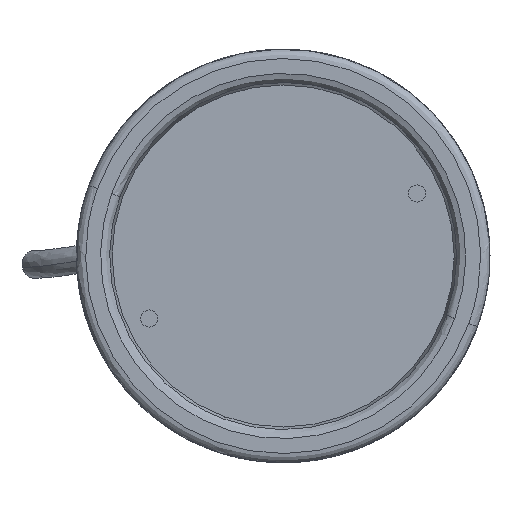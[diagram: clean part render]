
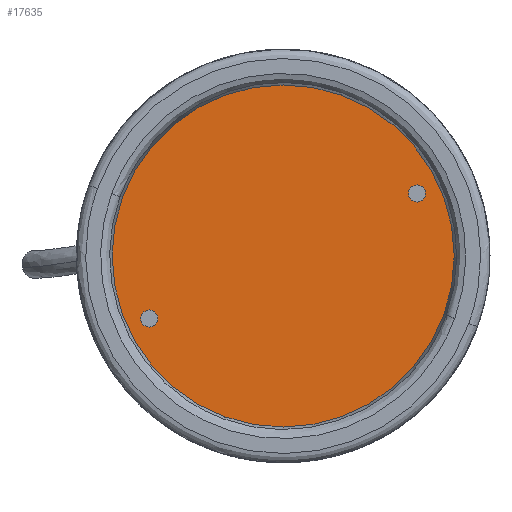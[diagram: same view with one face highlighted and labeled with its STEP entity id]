
A CAD part, front view. The second image highlights one B-rep face of the part: STEP entity #17635.
In plain terms, the highlighted planar face has unit normal (0, -1, 0).
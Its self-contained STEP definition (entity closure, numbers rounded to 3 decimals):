
#1125 = CIRCLE ( 'NONE', #46578, 55. ) ;
#1314 = DIRECTION ( 'NONE',  ( 0., 0., 1. ) ) ;
#1932 = VERTEX_POINT ( 'NONE', #52755 ) ;
#4484 = DIRECTION ( 'NONE',  ( 0., -1., 0. ) ) ;
#5627 = DIRECTION ( 'NONE',  ( 1., 0., 0. ) ) ;
#7236 = VERTEX_POINT ( 'NONE', #55877 ) ;
#8043 = DIRECTION ( 'NONE',  ( 0., 1., 0. ) ) ;
#11197 = AXIS2_PLACEMENT_3D ( 'NONE', #69356, #39302, #57474 ) ;
#11256 = CIRCLE ( 'NONE', #31484, 2.75 ) ;
#12405 = ORIENTED_EDGE ( 'NONE', *, *, #47324, .T. ) ;
#13592 = FACE_BOUND ( 'NONE', #69813, .T. ) ;
#15663 = DIRECTION ( 'NONE',  ( 0., -1., 0. ) ) ;
#16054 = DIRECTION ( 'NONE',  ( 0., 0., -1. ) ) ;
#17515 = CIRCLE ( 'NONE', #11197, 2.75 ) ;
#17635 = ADVANCED_FACE ( 'NONE', ( #30628, #13592, #37722 ), #61049, .F. ) ;
#18270 = CARTESIAN_POINT ( 'NONE',  ( -30.838, 5.2, -33.588 ) ) ;
#19787 = DIRECTION ( 'NONE',  ( 0., -1., 0. ) ) ;
#20812 = ORIENTED_EDGE ( 'NONE', *, *, #46714, .F. ) ;
#21065 = ORIENTED_EDGE ( 'NONE', *, *, #27474, .F. ) ;
#27474 = EDGE_CURVE ( 'NONE', #34303, #50082, #68532, .T. ) ;
#30628 = FACE_BOUND ( 'NONE', #74922, .T. ) ;
#31484 = AXIS2_PLACEMENT_3D ( 'NONE', #32531, #63340, #56235 ) ;
#32531 = CARTESIAN_POINT ( 'NONE',  ( -33.588, 5.2, -33.588 ) ) ;
#34303 = VERTEX_POINT ( 'NONE', #63743 ) ;
#35438 = EDGE_CURVE ( 'NONE', #72135, #1932, #58678, .T. ) ;
#35990 = AXIS2_PLACEMENT_3D ( 'NONE', #43100, #19787, #56546 ) ;
#36921 = ORIENTED_EDGE ( 'NONE', *, *, #35438, .T. ) ;
#37329 = CARTESIAN_POINT ( 'NONE',  ( -110., 5.2, -110. ) ) ;
#37722 = FACE_OUTER_BOUND ( 'NONE', #73477, .T. ) ;
#37885 = CARTESIAN_POINT ( 'NONE',  ( 0., 5.2, -55. ) ) ;
#38745 = CARTESIAN_POINT ( 'NONE',  ( 30.838, 5.2, 33.588 ) ) ;
#39302 = DIRECTION ( 'NONE',  ( 0., -1., 0. ) ) ;
#42771 = CARTESIAN_POINT ( 'NONE',  ( 33.588, 5.2, 33.588 ) ) ;
#43100 = CARTESIAN_POINT ( 'NONE',  ( 0., 5.2, 0. ) ) ;
#46578 = AXIS2_PLACEMENT_3D ( 'NONE', #69848, #15663, #16054 ) ;
#46714 = EDGE_CURVE ( 'NONE', #50082, #34303, #17515, .T. ) ;
#47324 = EDGE_CURVE ( 'NONE', #1932, #72135, #1125, .T. ) ;
#47935 = EDGE_CURVE ( 'NONE', #7236, #76470, #11256, .T. ) ;
#48184 = AXIS2_PLACEMENT_3D ( 'NONE', #76481, #4484, #63428 ) ;
#50082 = VERTEX_POINT ( 'NONE', #38745 ) ;
#50914 = ORIENTED_EDGE ( 'NONE', *, *, #47935, .F. ) ;
#52755 = CARTESIAN_POINT ( 'NONE',  ( 0., 5.2, 55. ) ) ;
#55877 = CARTESIAN_POINT ( 'NONE',  ( -36.338, 5.2, -33.588 ) ) ;
#56235 = DIRECTION ( 'NONE',  ( 1., 0., 0. ) ) ;
#56300 = AXIS2_PLACEMENT_3D ( 'NONE', #37329, #8043, #1314 ) ;
#56546 = DIRECTION ( 'NONE',  ( 0., 0., -1. ) ) ;
#57474 = DIRECTION ( 'NONE',  ( 1., 0., 0. ) ) ;
#57873 = EDGE_CURVE ( 'NONE', #76470, #7236, #65889, .T. ) ;
#58678 = CIRCLE ( 'NONE', #35990, 55. ) ;
#61049 = PLANE ( 'NONE',  #56300 ) ;
#63340 = DIRECTION ( 'NONE',  ( 0., -1., 0. ) ) ;
#63428 = DIRECTION ( 'NONE',  ( 1., 0., 0. ) ) ;
#63743 = CARTESIAN_POINT ( 'NONE',  ( 36.338, 5.2, 33.588 ) ) ;
#65001 = ORIENTED_EDGE ( 'NONE', *, *, #57873, .F. ) ;
#65889 = CIRCLE ( 'NONE', #48184, 2.75 ) ;
#66918 = DIRECTION ( 'NONE',  ( 0., -1., 0. ) ) ;
#67279 = AXIS2_PLACEMENT_3D ( 'NONE', #42771, #66918, #5627 ) ;
#68532 = CIRCLE ( 'NONE', #67279, 2.75 ) ;
#69356 = CARTESIAN_POINT ( 'NONE',  ( 33.588, 5.2, 33.588 ) ) ;
#69813 = EDGE_LOOP ( 'NONE', ( #65001, #50914 ) ) ;
#69848 = CARTESIAN_POINT ( 'NONE',  ( 0., 5.2, 0. ) ) ;
#72135 = VERTEX_POINT ( 'NONE', #37885 ) ;
#73477 = EDGE_LOOP ( 'NONE', ( #36921, #12405 ) ) ;
#74922 = EDGE_LOOP ( 'NONE', ( #21065, #20812 ) ) ;
#76470 = VERTEX_POINT ( 'NONE', #18270 ) ;
#76481 = CARTESIAN_POINT ( 'NONE',  ( -33.588, 5.2, -33.588 ) ) ;
